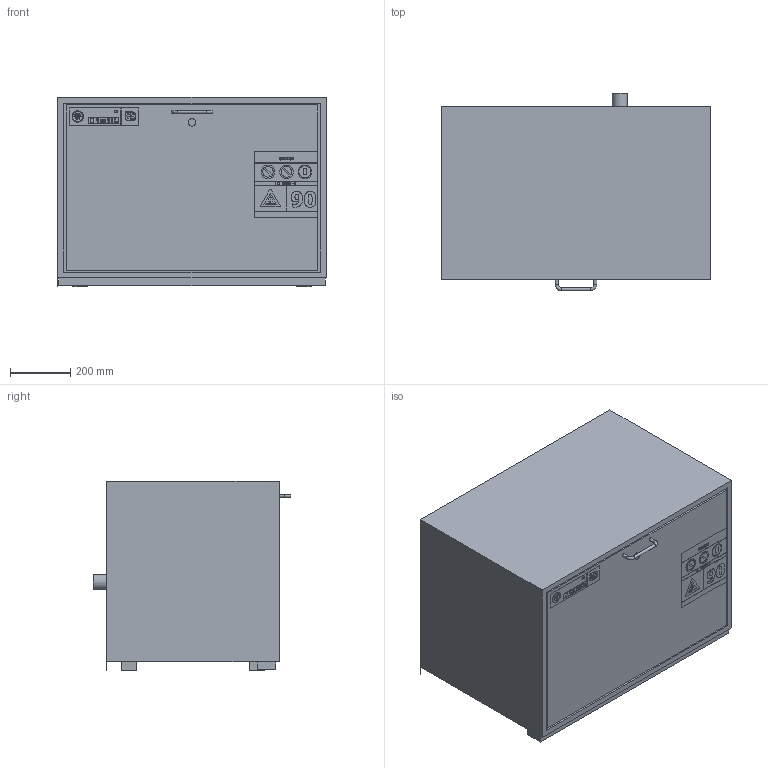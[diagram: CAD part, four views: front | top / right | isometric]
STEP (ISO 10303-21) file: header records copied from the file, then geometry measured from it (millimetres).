
FILE_DESCRIPTION(/* description */ (''),/* implementation_level */ '2;1');
FILE_NAME(/* name */ 'UB90.060.089.S_30457-001-30459_CD.stp',/* time_stamp */ '2017-03-15T15:34:27+01:00',/* author */ ('pproduktmanagement'),/* organization */ (''),/* preprocessor_version */ 'ST-DEVELOPER v16.5',/* originating_system */ 'Autodesk Inventor 2017',/* authorisation */ '');
FILE_SCHEMA (('AUTOMOTIVE_DESIGN { 1 0 10303 214 3 1 1 }'));
Length unit declared in the file: millimetre
Products named in the file (2): UB90.060.089.S_30457-001_alles verbaut; UB90.060.089.S_30457-001-30459_CD
Assembly tree (1 placements, depth 2):
  UB90.060.089.S_30457-001_alles verbaut
    UB90.060.089.S_30457-001-30459_CD
Bounding box: 893 x 658.15 x 630.88 mm (x, y, z)
Volume: 134272893.3 mm3; surface area: 7021862.6 mm2
Topology: 6 solids, 6 shells, 661 faces, 1705 edges, 1140 vertices
Faces by surface type: plane 463, bspline 135, cylinder 61, torus 2
Full cylindrical faces by diameter (mm): 10.3 x3, 20 x20, 25 x1, 33.8 x1, 37.8 x1, 40 x1, 45 x3, 50 x5
Entity records: 21445 total; most frequent: CARTESIAN_POINT 5569, ORIENTED_EDGE 3296, DIRECTION 2558, EDGE_CURVE 1648, LINE 1256, VECTOR 1256, VERTEX_POINT 1120, EDGE_LOOP 824
